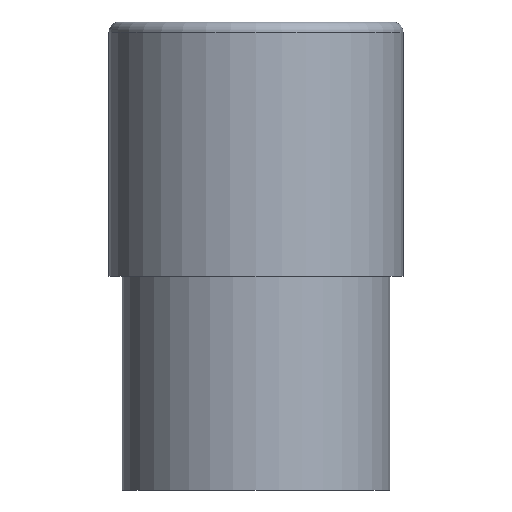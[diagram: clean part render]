
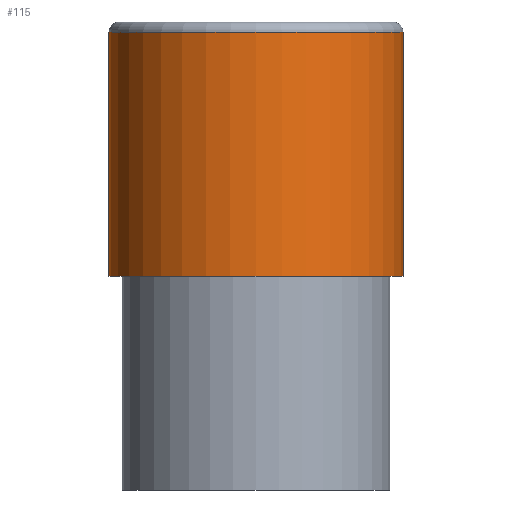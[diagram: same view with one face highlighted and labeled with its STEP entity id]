
A CAD part, front view. The second image highlights one B-rep face of the part: STEP entity #115.
In plain terms, the highlighted cylindrical face has radius 11 mm (diameter 22 mm), a full revolution.
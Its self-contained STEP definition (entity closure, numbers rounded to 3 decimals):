
#21=FACE_BOUND($,#44,.T.);
#33=FACE_OUTER_BOUND($,#43,.T.);
#43=EDGE_LOOP($,(#93));
#44=EDGE_LOOP($,(#94));
#61=CIRCLE($,#130,11.);
#62=CIRCLE($,#132,11.);
#71=VERTEX_POINT($,#195);
#72=VERTEX_POINT($,#198);
#81=EDGE_CURVE($,#71,#71,#61,.T.);
#82=EDGE_CURVE($,#72,#72,#62,.T.);
#93=ORIENTED_EDGE($,*,*,#82,.F.);
#94=ORIENTED_EDGE($,*,*,#81,.T.);
#110=CYLINDRICAL_SURFACE($,#131,11.);
#115=ADVANCED_FACE($,(#33,#21),#110,.T.);
#130=AXIS2_PLACEMENT_3D($,#196,#156,#157);
#131=AXIS2_PLACEMENT_3D($,#197,#158,#159);
#132=AXIS2_PLACEMENT_3D($,#199,#160,#161);
#156=DIRECTION('center_axis',(0.,0.,1.));
#157=DIRECTION('ref_axis',(0.,-1.,0.));
#158=DIRECTION('center_axis',(0.,0.,1.));
#159=DIRECTION('ref_axis',(0.,-1.,0.));
#160=DIRECTION('center_axis',(0.,0.,1.));
#161=DIRECTION('ref_axis',(0.,-1.,0.));
#195=CARTESIAN_POINT('',(0.,-11.,-2.385));
#196=CARTESIAN_POINT('Origin',(0.,0.,-2.385));
#197=CARTESIAN_POINT('Origin',(0.,0.,6.74));
#198=CARTESIAN_POINT('',(0.,-11.,15.865));
#199=CARTESIAN_POINT('Origin',(0.,0.,15.865));
